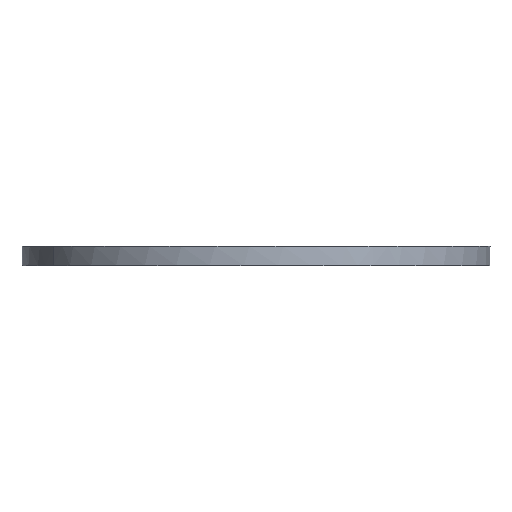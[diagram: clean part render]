
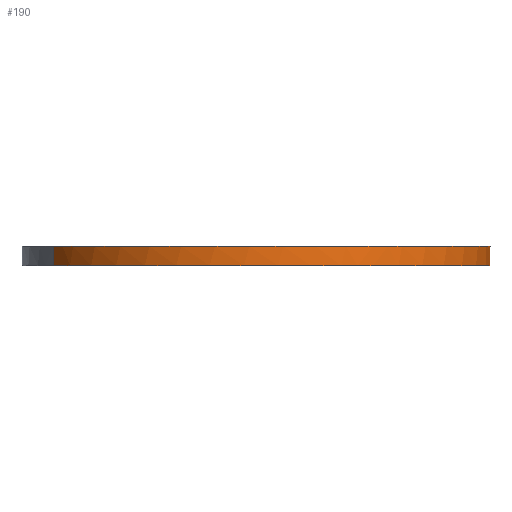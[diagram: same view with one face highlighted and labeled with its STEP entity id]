
A CAD part, front view. The second image highlights one B-rep face of the part: STEP entity #190.
In plain terms, the highlighted free-form (B-spline) face has degree [2, 1] with [9, 2] control points.
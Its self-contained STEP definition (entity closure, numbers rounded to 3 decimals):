
#22 = CARTESIAN_POINT ( 'NONE',  ( 2558.32, 2174.042, -5.1 ) ) ;
#24 = CARTESIAN_POINT ( 'NONE',  ( 2580.245, 2255.867, -5.1 ) ) ;
#26 = CARTESIAN_POINT ( 'NONE',  ( 2558.32, 2174.042, 0. ) ) ;
#27 = CARTESIAN_POINT ( 'NONE',  ( 2528.37, 2225.917, 0.1 ) ) ;
#34 = CARTESIAN_POINT ( 'NONE',  ( 2558.32, 2174.042, 0. ) ) ;
#39 = CARTESIAN_POINT ( 'NONE',  ( 2662.07, 2233.942, 0. ) ) ;
#40 =( BOUNDED_CURVE ( )  B_SPLINE_CURVE ( 2, ( #66, #466, #470 ),
 .UNSPECIFIED., .F., .F. ) 
 B_SPLINE_CURVE_WITH_KNOTS ( ( 3, 3 ),
 ( 180., 270. ),
 .UNSPECIFIED. ) 
 CURVE ( )  GEOMETRIC_REPRESENTATION_ITEM ( )  RATIONAL_B_SPLINE_CURVE ( ( 1., 0.707, 1. ) ) 
 REPRESENTATION_ITEM ( '' )  );
#43 = CARTESIAN_POINT ( 'NONE',  ( 2558.32, 2174.042, -5. ) ) ;
#54 = CARTESIAN_POINT ( 'NONE',  ( 2588.27, 2122.167, -5. ) ) ;
#62 = CARTESIAN_POINT ( 'NONE',  ( 2662.07, 2233.942, -5. ) ) ;
#66 = CARTESIAN_POINT ( 'NONE',  ( 2662.07, 2233.942, 0. ) ) ;
#72 = VERTEX_POINT ( 'NONE', #209 ) ;
#74 = CARTESIAN_POINT ( 'NONE',  ( 2558.32, 2174.042, -5.1 ) ) ;
#77 = CARTESIAN_POINT ( 'NONE',  ( 2558.32, 2174.042, 0. ) ) ;
#80 = VERTEX_POINT ( 'NONE', #215 ) ;
#103 = EDGE_CURVE ( 'NONE', #80, #72, #408, .T. ) ;
#124 = EDGE_CURVE ( 'NONE', #240, #367, #132, .T. ) ;
#132 = B_SPLINE_CURVE_WITH_KNOTS ( 'NONE', 1,
 ( #459, #170 ),
 .UNSPECIFIED., .F., .F.,
 ( 2, 2 ),
 ( 21.863, 26.863 ),
 .UNSPECIFIED. ) ;
#142 = CARTESIAN_POINT ( 'NONE',  ( 2662.07, 2233.942, -5. ) ) ;
#146 = ORIENTED_EDGE ( 'NONE', *, *, #340, .T. ) ;
#161 = EDGE_LOOP ( 'NONE', ( #457, #356, #271, #146, #471, #397 ) ) ;
#170 = CARTESIAN_POINT ( 'NONE',  ( 2662.07, 2233.942, 0. ) ) ;
#176 = EDGE_CURVE ( 'NONE', #367, #328, #40, .T. ) ;
#183 = CARTESIAN_POINT ( 'NONE',  ( 2640.145, 2152.117, 0.1 ) ) ;
#184 = CARTESIAN_POINT ( 'NONE',  ( 2640.145, 2152.117, -5.1 ) ) ;
#186 = EDGE_CURVE ( 'NONE', #72, #240, #449, .T. ) ;
#190 = ADVANCED_FACE ( 'NONE', ( #195 ), #306, .T. ) ;
#195 = FACE_OUTER_BOUND ( 'NONE', #161, .T. ) ;
#209 = CARTESIAN_POINT ( 'NONE',  ( 2640.145, 2152.117, -5. ) ) ;
#215 = CARTESIAN_POINT ( 'NONE',  ( 2558.32, 2174.042, -5. ) ) ;
#221 =( BOUNDED_CURVE ( )  B_SPLINE_CURVE ( 2, ( #305, #234, #34 ),
 .UNSPECIFIED., .F., .T. ) 
 B_SPLINE_CURVE_WITH_KNOTS ( ( 3, 3 ),
 ( 270., 360. ),
 .UNSPECIFIED. ) 
 CURVE ( )  GEOMETRIC_REPRESENTATION_ITEM ( )  RATIONAL_B_SPLINE_CURVE ( ( 1., 0.707, 1. ) ) 
 REPRESENTATION_ITEM ( '' )  );
#226 = CARTESIAN_POINT ( 'NONE',  ( 2632.12, 2285.817, -5.1 ) ) ;
#229 = CARTESIAN_POINT ( 'NONE',  ( 2580.245, 2255.867, 0.1 ) ) ;
#234 = CARTESIAN_POINT ( 'NONE',  ( 2588.27, 2122.167, 0. ) ) ;
#240 = VERTEX_POINT ( 'NONE', #62 ) ;
#245 = VERTEX_POINT ( 'NONE', #26 ) ;
#267 = CARTESIAN_POINT ( 'NONE',  ( 2692.02, 2182.067, -5.1 ) ) ;
#270 = CARTESIAN_POINT ( 'NONE',  ( 2528.37, 2225.917, -5.1 ) ) ;
#271 = ORIENTED_EDGE ( 'NONE', *, *, #176, .T. ) ;
#275 = CARTESIAN_POINT ( 'NONE',  ( 2640.145, 2152.117, 0. ) ) ;
#292 = CARTESIAN_POINT ( 'NONE',  ( 2640.145, 2152.117, -5. ) ) ;
#297 = CARTESIAN_POINT ( 'NONE',  ( 2662.07, 2233.942, 0.1 ) ) ;
#299 = CARTESIAN_POINT ( 'NONE',  ( 2640.145, 2152.117, -5. ) ) ;
#300 = B_SPLINE_CURVE_WITH_KNOTS ( 'NONE', 1,
 ( #43, #77 ),
 .UNSPECIFIED., .F., .F.,
 ( 2, 2 ),
 ( 21.863, 26.863 ),
 .UNSPECIFIED. ) ;
#301 = CARTESIAN_POINT ( 'NONE',  ( 2692.02, 2182.067, 0.1 ) ) ;
#303 = CARTESIAN_POINT ( 'NONE',  ( 2692.02, 2182.067, -5. ) ) ;
#305 = CARTESIAN_POINT ( 'NONE',  ( 2640.145, 2152.117, 0. ) ) ;
#306 =( BOUNDED_SURFACE ( )  B_SPLINE_SURFACE ( 2, 1, ( 
 ( #22, #369 ),
 ( #396, #400 ),
 ( #184, #183 ),
 ( #267, #301 ),
 ( #439, #297 ),
 ( #226, #326 ),
 ( #24, #229 ),
 ( #270, #27 ),
 ( #74, #479 ) ),
 .UNSPECIFIED., .T., .F., .F. ) 
 B_SPLINE_SURFACE_WITH_KNOTS ( ( 3, 2, 2, 2, 3 ),
 ( 2, 2 ),
 ( 0., 90., 180., 270., 360. ),
 ( 21.763, 26.963 ),
 .UNSPECIFIED. ) 
 GEOMETRIC_REPRESENTATION_ITEM ( )  RATIONAL_B_SPLINE_SURFACE ( (
 ( 1., 1.),
 ( 0.707, 0.707),
 ( 1., 1.),
 ( 0.707, 0.707),
 ( 1., 1.),
 ( 0.707, 0.707),
 ( 1., 1.),
 ( 0.707, 0.707),
 ( 1., 1.) ) ) 
 REPRESENTATION_ITEM ( '' )  SURFACE ( )  );
#326 = CARTESIAN_POINT ( 'NONE',  ( 2632.12, 2285.817, 0.1 ) ) ;
#328 = VERTEX_POINT ( 'NONE', #275 ) ;
#340 = EDGE_CURVE ( 'NONE', #328, #245, #221, .T. ) ;
#356 = ORIENTED_EDGE ( 'NONE', *, *, #124, .T. ) ;
#367 = VERTEX_POINT ( 'NONE', #39 ) ;
#369 = CARTESIAN_POINT ( 'NONE',  ( 2558.32, 2174.042, 0.1 ) ) ;
#376 = EDGE_CURVE ( 'NONE', #80, #245, #300, .T. ) ;
#396 = CARTESIAN_POINT ( 'NONE',  ( 2588.27, 2122.167, -5.1 ) ) ;
#397 = ORIENTED_EDGE ( 'NONE', *, *, #103, .T. ) ;
#400 = CARTESIAN_POINT ( 'NONE',  ( 2588.27, 2122.167, 0.1 ) ) ;
#408 =( BOUNDED_CURVE ( )  B_SPLINE_CURVE ( 2, ( #432, #54, #292 ),
 .UNSPECIFIED., .F., .T. ) 
 B_SPLINE_CURVE_WITH_KNOTS ( ( 3, 3 ),
 ( 0., 90. ),
 .UNSPECIFIED. ) 
 CURVE ( )  GEOMETRIC_REPRESENTATION_ITEM ( )  RATIONAL_B_SPLINE_CURVE ( ( 1., 0.707, 1. ) ) 
 REPRESENTATION_ITEM ( '' )  );
#432 = CARTESIAN_POINT ( 'NONE',  ( 2558.32, 2174.042, -5. ) ) ;
#439 = CARTESIAN_POINT ( 'NONE',  ( 2662.07, 2233.942, -5.1 ) ) ;
#449 =( BOUNDED_CURVE ( )  B_SPLINE_CURVE ( 2, ( #299, #303, #142 ),
 .UNSPECIFIED., .F., .T. ) 
 B_SPLINE_CURVE_WITH_KNOTS ( ( 3, 3 ),
 ( 90., 180. ),
 .UNSPECIFIED. ) 
 CURVE ( )  GEOMETRIC_REPRESENTATION_ITEM ( )  RATIONAL_B_SPLINE_CURVE ( ( 1., 0.707, 1. ) ) 
 REPRESENTATION_ITEM ( '' )  );
#457 = ORIENTED_EDGE ( 'NONE', *, *, #186, .T. ) ;
#459 = CARTESIAN_POINT ( 'NONE',  ( 2662.07, 2233.942, -5. ) ) ;
#466 = CARTESIAN_POINT ( 'NONE',  ( 2692.02, 2182.067, 0. ) ) ;
#470 = CARTESIAN_POINT ( 'NONE',  ( 2640.145, 2152.117, 0. ) ) ;
#471 = ORIENTED_EDGE ( 'NONE', *, *, #376, .F. ) ;
#479 = CARTESIAN_POINT ( 'NONE',  ( 2558.32, 2174.042, 0.1 ) ) ;
